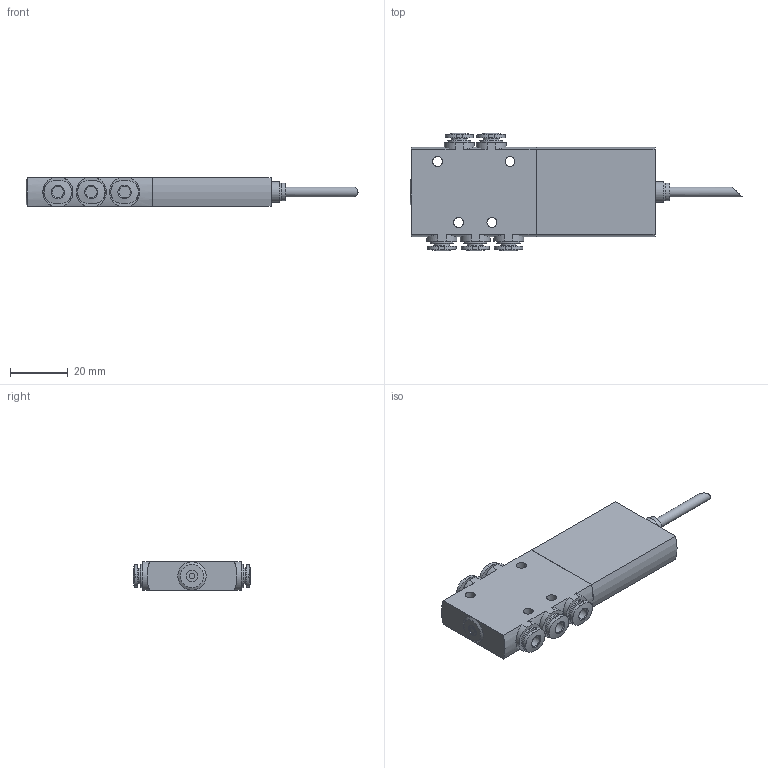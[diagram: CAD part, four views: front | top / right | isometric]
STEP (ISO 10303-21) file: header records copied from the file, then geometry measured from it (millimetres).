
FILE_DESCRIPTION(/* description */ ('STEP AP214'),/* implementation_level */ '2;1');
FILE_NAME(/* name */ '525119_MHE2-MS1H-5_2-QS-4-K',/* time_stamp */ '2024-08-30T04:00:54+02:00',/* author */ ('License CC BY-ND 4.0'),/* organization */ ('CADENAS'),/* preprocessor_version */ 'ST-DEVELOPER v19.3',/* originating_system */ 'PARTsolutions',/* authorisation */ ' ');
FILE_SCHEMA (('AUTOMOTIVE_DESIGN {1 0 10303 214 3 1 1}'));
Length unit declared in the file: millimetre
Products named in the file (1): 525119 MHE2-MS1H-5/2-QS-4-K
Bounding box: 114.5 x 40.4 x 10 mm (x, y, z)
Volume: 26053.9 mm3; surface area: 9643.7 mm2
Topology: 1 solids, 1 shells, 127 faces, 305 edges, 201 vertices
Faces by surface type: cylinder 53, plane 42, torus 20, cone 12
Full cylindrical faces by diameter (mm): 2 x1, 3.4 x5, 4 x6, 5.4 x5, 6 x1, 7 x1, 8 x5
Entity records: 4407 total; most frequent: CARTESIAN_POINT 778, DIRECTION 548, ORIENTED_EDGE 498, EDGE_CURVE 249, AXIS2_PLACEMENT_3D 231, EDGE_LOOP 202, FACE_BOUND 202, VERTEX_POINT 191
